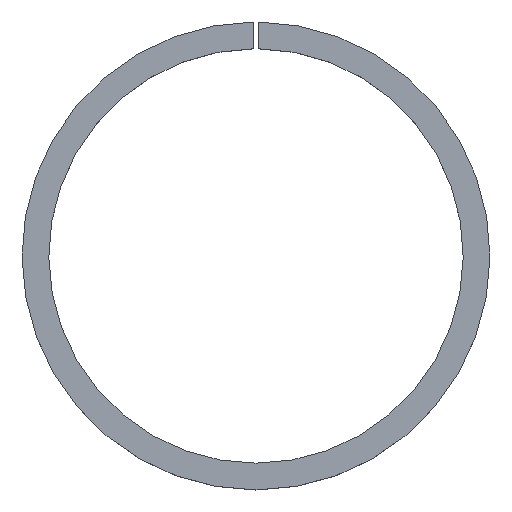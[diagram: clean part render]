
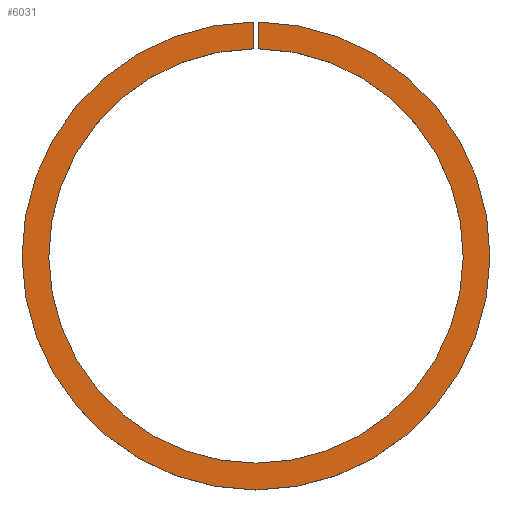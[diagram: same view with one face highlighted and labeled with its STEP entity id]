
A CAD part, top view. The second image highlights one B-rep face of the part: STEP entity #6031.
In plain terms, the highlighted planar face has unit normal (0, 0, 1).
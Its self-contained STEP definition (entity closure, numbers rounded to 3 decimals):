
#255 = VERTEX_POINT ( 'NONE', #4559 ) ;
#703 = CARTESIAN_POINT ( 'NONE',  ( -0.5, 0., 6. ) ) ;
#850 = DIRECTION ( 'NONE',  ( 0., 0., -1. ) ) ;
#865 = VERTEX_POINT ( 'NONE', #7153 ) ;
#1276 = CARTESIAN_POINT ( 'NONE',  ( 0., 0., 6. ) ) ;
#1467 = AXIS2_PLACEMENT_3D ( 'NONE', #7057, #850, #5247 ) ;
#1493 = VERTEX_POINT ( 'NONE', #11624 ) ;
#2028 = CARTESIAN_POINT ( 'NONE',  ( 0.5, 0., 6. ) ) ;
#2105 = DIRECTION ( 'NONE',  ( 0., 1., 0. ) ) ;
#2908 = EDGE_CURVE ( 'NONE', #255, #7759, #5664, .T. ) ;
#3397 = DIRECTION ( 'NONE',  ( 0., 0., -1. ) ) ;
#4294 = DIRECTION ( 'NONE',  ( -1., 0., 0. ) ) ;
#4559 = CARTESIAN_POINT ( 'NONE',  ( -0.5, 46.497, 6. ) ) ;
#5247 = DIRECTION ( 'NONE',  ( -1., 0., 0. ) ) ;
#5521 = VECTOR ( 'NONE', #2105, 1000. ) ;
#5625 = FACE_OUTER_BOUND ( 'NONE', #7615, .T. ) ;
#5664 = LINE ( 'NONE', #703, #8794 ) ;
#5675 = DIRECTION ( 'NONE',  ( 0., 0., -1. ) ) ;
#5737 = CIRCLE ( 'NONE', #8824, 52.5 ) ;
#5746 = ORIENTED_EDGE ( 'NONE', *, *, #11228, .F. ) ;
#5903 = DIRECTION ( 'NONE',  ( -1., 0., 0. ) ) ;
#6031 = ADVANCED_FACE ( 'NONE', ( #5625 ), #11662, .F. ) ;
#6102 = CARTESIAN_POINT ( 'NONE',  ( 0., 0., 6. ) ) ;
#6509 = LINE ( 'NONE', #2028, #5521 ) ;
#6813 = CIRCLE ( 'NONE', #9725, 46.5 ) ;
#7057 = CARTESIAN_POINT ( 'NONE',  ( 0., -46.5, 6. ) ) ;
#7153 = CARTESIAN_POINT ( 'NONE',  ( 0.5, 46.497, 6. ) ) ;
#7494 = EDGE_CURVE ( 'NONE', #1493, #7759, #5737, .T. ) ;
#7615 = EDGE_LOOP ( 'NONE', ( #8461, #5746, #8754, #7635 ) ) ;
#7635 = ORIENTED_EDGE ( 'NONE', *, *, #2908, .T. ) ;
#7759 = VERTEX_POINT ( 'NONE', #11144 ) ;
#8461 = ORIENTED_EDGE ( 'NONE', *, *, #7494, .F. ) ;
#8754 = ORIENTED_EDGE ( 'NONE', *, *, #9686, .T. ) ;
#8794 = VECTOR ( 'NONE', #10619, 1000. ) ;
#8824 = AXIS2_PLACEMENT_3D ( 'NONE', #1276, #5675, #5903 ) ;
#9686 = EDGE_CURVE ( 'NONE', #865, #255, #6813, .T. ) ;
#9725 = AXIS2_PLACEMENT_3D ( 'NONE', #6102, #3397, #4294 ) ;
#10619 = DIRECTION ( 'NONE',  ( 0., 1., 0. ) ) ;
#11144 = CARTESIAN_POINT ( 'NONE',  ( -0.5, 52.498, 6. ) ) ;
#11228 = EDGE_CURVE ( 'NONE', #865, #1493, #6509, .T. ) ;
#11624 = CARTESIAN_POINT ( 'NONE',  ( 0.5, 52.498, 6. ) ) ;
#11662 = PLANE ( 'NONE',  #1467 ) ;
